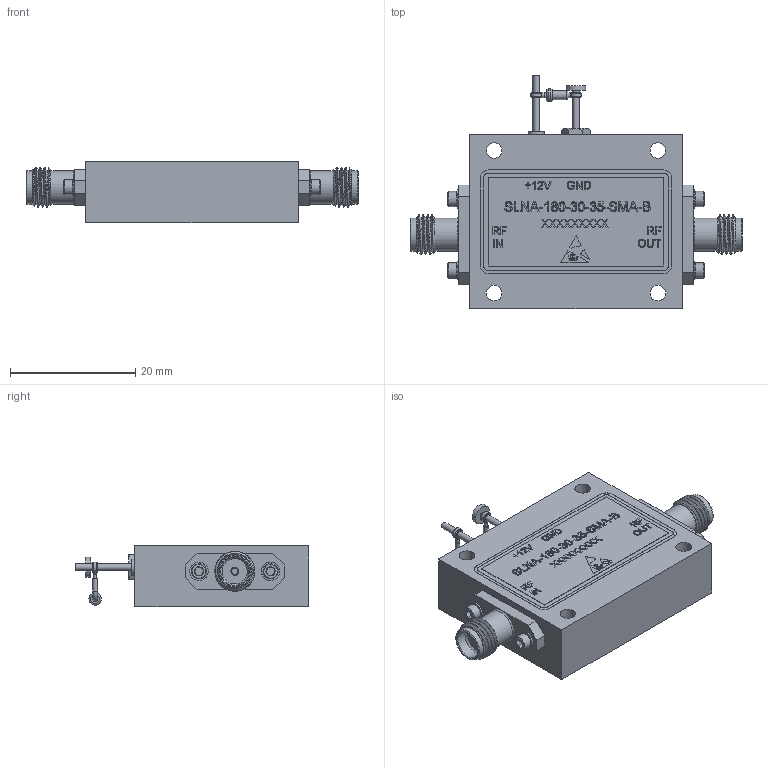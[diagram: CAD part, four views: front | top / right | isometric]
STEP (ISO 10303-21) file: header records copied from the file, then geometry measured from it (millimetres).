
FILE_DESCRIPTION (( 'STEP AP203' ), '1' );
FILE_NAME ('SLNA-180-30-35-SMA-B_3D.step', '2021-08-12T18:00:36', ( '' ), ( '' ), 'SwSTEP 2.0', 'SolidWorks 2021', '' );
FILE_SCHEMA (( 'CONFIG_CONTROL_DESIGN' ));
Length unit declared in the file: inch
Products named in the file (1): SLNA-180-30-35-SMA-B_3D
Bounding box: 53.01 x 37.29 x 9.78 mm (x, y, z)
Volume: 9614 mm3; surface area: 4349.5 mm2
Topology: 1 solids, 7 shells, 938 faces, 2399 edges, 1578 vertices
Faces by surface type: plane 552, bspline 250, cylinder 77, cone 48, torus 11
Full cylindrical faces by diameter (mm): 0.508 x3, 0.762 x3, 1.016 x6, 1.27 x4, 1.412 x1, 1.524 x12, 1.854 x4, 1.984 x1, 2.438 x4, 2.489 x4, 2.54 x1, 2.946 x4, 3.15 x1, 4.521 x2, 5.08 x2, 5.334 x4
Entity records: 42829 total; most frequent: CARTESIAN_POINT 22551, ORIENTED_EDGE 4506, DIRECTION 3238, EDGE_CURVE 2253, VERTEX_POINT 1517, VECTOR 1486, LINE 1486, EDGE_LOOP 1124
